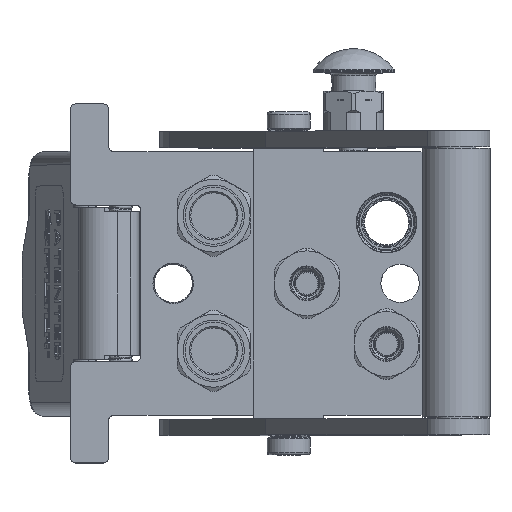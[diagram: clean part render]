
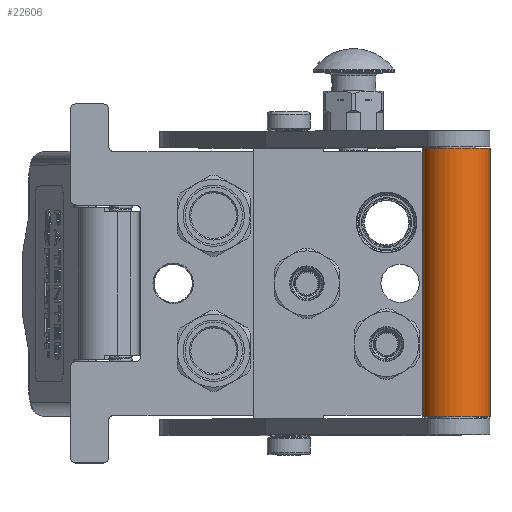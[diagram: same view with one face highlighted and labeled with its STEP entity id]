
A CAD part, top view. The second image highlights one B-rep face of the part: STEP entity #22606.
In plain terms, the highlighted cylindrical face has radius 12.5 mm (diameter 25 mm), a partial arc.
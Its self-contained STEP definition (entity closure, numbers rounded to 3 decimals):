
#1601 = DIRECTION ( 'NONE',  ( 0., 0., 1. ) ) ;
#8176 = FACE_OUTER_BOUND ( 'NONE', #33287, .T. ) ;
#11152 = DIRECTION ( 'NONE',  ( -1., 0., 0. ) ) ;
#14442 = AXIS2_PLACEMENT_3D ( 'NONE', #61544, #11152, #31130 ) ;
#22606 = ADVANCED_FACE ( 'NONE', ( #8176 ), #76672, .T. ) ;
#28176 = CIRCLE ( 'NONE', #14442, 12.5 ) ;
#31130 = DIRECTION ( 'NONE',  ( 0., 0., -1. ) ) ;
#33287 = EDGE_LOOP ( 'NONE', ( #76534, #54096, #113523, #125529 ) ) ;
#38227 = CARTESIAN_POINT ( 'NONE',  ( 104., 0., 12.5 ) ) ;
#38616 = DIRECTION ( 'NONE',  ( -1., 0., 0. ) ) ;
#38979 = VERTEX_POINT ( 'NONE', #67783 ) ;
#39155 = AXIS2_PLACEMENT_3D ( 'NONE', #78232, #38616, #77382 ) ;
#40242 = CARTESIAN_POINT ( 'NONE',  ( 104., 0., -12.5 ) ) ;
#41120 = DIRECTION ( 'NONE',  ( -1., 0., 0. ) ) ;
#44788 = VERTEX_POINT ( 'NONE', #38227 ) ;
#48065 = DIRECTION ( 'NONE',  ( -1., 0., 0. ) ) ;
#50609 = CARTESIAN_POINT ( 'NONE',  ( 4.5, 0., 12.5 ) ) ;
#51168 = DIRECTION ( 'NONE',  ( -1., 0., 0. ) ) ;
#54096 = ORIENTED_EDGE ( 'NONE', *, *, #64890, .T. ) ;
#56696 = VECTOR ( 'NONE', #48065, 1000. ) ;
#57993 = EDGE_CURVE ( 'NONE', #125462, #38979, #110462, .T. ) ;
#61544 = CARTESIAN_POINT ( 'NONE',  ( 104., 0., 0. ) ) ;
#64890 = EDGE_CURVE ( 'NONE', #44788, #125956, #73847, .T. ) ;
#67783 = CARTESIAN_POINT ( 'NONE',  ( 4.5, 0., -12.5 ) ) ;
#71637 = CARTESIAN_POINT ( 'NONE',  ( -5.425, 0., 0. ) ) ;
#73084 = EDGE_CURVE ( 'NONE', #38979, #125956, #108134, .T. ) ;
#73847 = LINE ( 'NONE', #98566, #56696 ) ;
#75072 = CARTESIAN_POINT ( 'NONE',  ( 104., 0., -12.5 ) ) ;
#76534 = ORIENTED_EDGE ( 'NONE', *, *, #84874, .T. ) ;
#76672 = CYLINDRICAL_SURFACE ( 'NONE', #115692, 12.5 ) ;
#77382 = DIRECTION ( 'NONE',  ( 0., 0., -1. ) ) ;
#78232 = CARTESIAN_POINT ( 'NONE',  ( 4.5, 0., 0. ) ) ;
#83995 = VECTOR ( 'NONE', #41120, 1000. ) ;
#84874 = EDGE_CURVE ( 'NONE', #125462, #44788, #28176, .T. ) ;
#98566 = CARTESIAN_POINT ( 'NONE',  ( 104., 0., 12.5 ) ) ;
#108134 = CIRCLE ( 'NONE', #39155, 12.5 ) ;
#110462 = LINE ( 'NONE', #40242, #83995 ) ;
#113523 = ORIENTED_EDGE ( 'NONE', *, *, #73084, .F. ) ;
#115692 = AXIS2_PLACEMENT_3D ( 'NONE', #71637, #51168, #1601 ) ;
#125462 = VERTEX_POINT ( 'NONE', #75072 ) ;
#125529 = ORIENTED_EDGE ( 'NONE', *, *, #57993, .F. ) ;
#125956 = VERTEX_POINT ( 'NONE', #50609 ) ;
